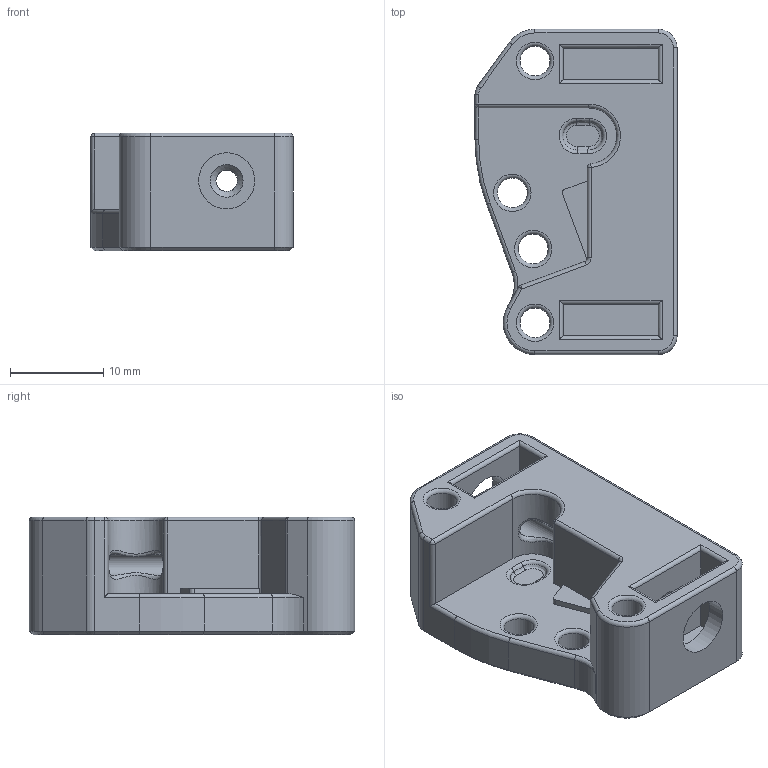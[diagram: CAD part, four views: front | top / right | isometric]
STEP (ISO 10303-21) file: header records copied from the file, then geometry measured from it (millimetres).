
FILE_DESCRIPTION(/* description */ (''),/* implementation_level */ '2;1');
FILE_NAME(/* name */ 'Aces-Sensor-Nuts.step',/* time_stamp */ '2023-07-05T16:06:17+02:00',/* author */ (''),/* organization */ (''),/* preprocessor_version */ 'ST-DEVELOPER v19.2',/* originating_system */ 'Autodesk Translation Framework v12.6.0.85',/* authorisation */ '');
FILE_SCHEMA (('AUTOMOTIVE_DESIGN { 1 0 10303 214 3 1 1 }'));
Length unit declared in the file: millimetre
Products named in the file (1): Two-Way-Mechanical-Filament-Runout-Nuts
Bounding box: 21.62 x 34.8 x 12.6 mm (x, y, z)
Volume: 5670 mm3; surface area: 3683.1 mm2
Topology: 1 solids, 1 shells, 111 faces, 262 edges, 155 vertices
Faces by surface type: cylinder 39, plane 34, torus 17, cone 13, bspline 5, sphere 3
Full cylindrical faces by diameter (mm): 2.3 x1, 3.2 x4, 6 x2
Entity records: 3770 total; most frequent: CARTESIAN_POINT 1114, DIRECTION 580, ORIENTED_EDGE 524, EDGE_CURVE 262, AXIS2_PLACEMENT_3D 224, VERTEX_POINT 155, LINE 132, VECTOR 132
